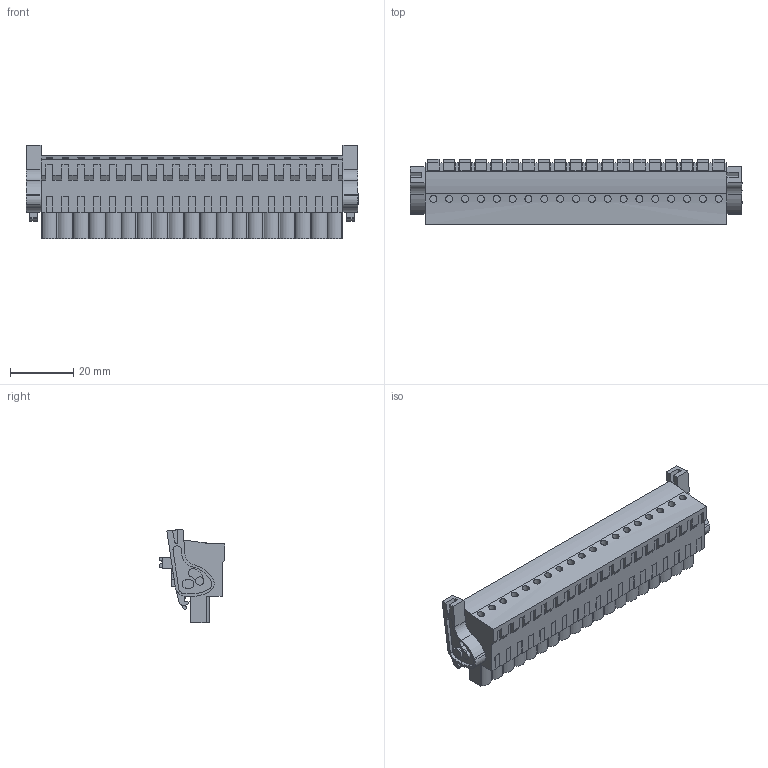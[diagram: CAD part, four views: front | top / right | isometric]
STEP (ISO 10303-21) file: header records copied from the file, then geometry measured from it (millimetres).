
FILE_DESCRIPTION(('CATIA V5 STEP Exchange','CAx-IF Rec.Pracs.--- Model Styling and Organization---1.2---2011-12-15'),'2;1');
FILE_NAME ('D1461136_0_1981040000_1981040000.stp','2017-09-23T15:49:52+00:00',('none'),('Weidmueller'),'CATIA Version 5-6 Release 2014','CATIA V5 STEP AP214','none');
FILE_SCHEMA(('AUTOMOTIVE_DESIGN { 1 0 10303 214 1 1 1 1 }'));
Length unit declared in the file: millimetre
Products named in the file (1): 1981040000
Bounding box: 104.7 x 20.79 x 29.52 mm (x, y, z)
Volume: 29809.8 mm3; surface area: 14331 mm2
Topology: 22 solids, 22 shells, 1335 faces, 3799 edges, 2594 vertices
Faces by surface type: plane 1019, cylinder 308, extrusion 8
Entity records: 39924 total; most frequent: CARTESIAN_POINT 7713, ORIENTED_EDGE 7598, DIRECTION 5057, EDGE_CURVE 3799, VECTOR 3109, LINE 3101, VERTEX_POINT 2594, EDGE_LOOP 1429
